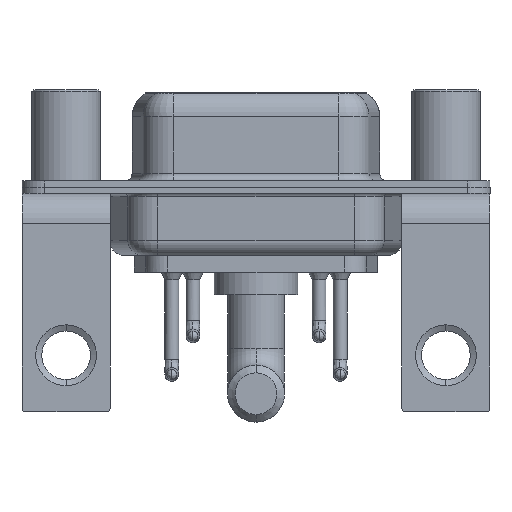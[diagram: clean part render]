
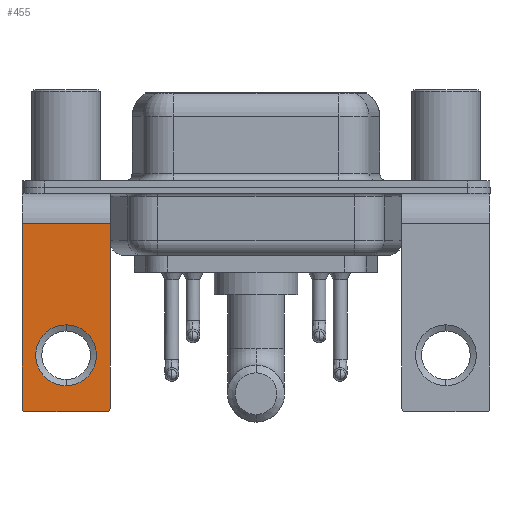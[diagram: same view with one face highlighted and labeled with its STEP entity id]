
A CAD part, front view. The second image highlights one B-rep face of the part: STEP entity #455.
In plain terms, the highlighted planar face has unit normal (0, -1, 0).
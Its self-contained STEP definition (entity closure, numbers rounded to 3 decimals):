
#73 = EDGE_CURVE ( 'NONE', #2059, #5932, #8540, .T. ) ;
#118 = CARTESIAN_POINT ( 'NONE',  ( 0., -6.25, -13.07 ) ) ;
#346 = AXIS2_PLACEMENT_3D ( 'NONE', #14314, #1247, #7039 ) ;
#359 = CIRCLE ( 'NONE', #960, 0.25 ) ;
#455 = ADVANCED_FACE ( 'NONE', ( #10568, #9433 ), #15255, .F. ) ;
#737 = ORIENTED_EDGE ( 'NONE', *, *, #6442, .T. ) ;
#960 = AXIS2_PLACEMENT_3D ( 'NONE', #8955, #7233, #11822 ) ;
#1053 = CARTESIAN_POINT ( 'NONE',  ( 2.9, -6.25, -2.4 ) ) ;
#1238 = CARTESIAN_POINT ( 'NONE',  ( 2.65, -6.25, -14.8 ) ) ;
#1247 = DIRECTION ( 'NONE',  ( 0., -1., 0. ) ) ;
#1538 = EDGE_CURVE ( 'NONE', #5277, #3439, #359, .T. ) ;
#1582 = ORIENTED_EDGE ( 'NONE', *, *, #12583, .T. ) ;
#1781 = ORIENTED_EDGE ( 'NONE', *, *, #9014, .F. ) ;
#2009 = CARTESIAN_POINT ( 'NONE',  ( 2.9, -6.25, -2.4 ) ) ;
#2059 = VERTEX_POINT ( 'NONE', #1238 ) ;
#2775 = CARTESIAN_POINT ( 'NONE',  ( 0., -6.25, -9.07 ) ) ;
#3195 = DIRECTION ( 'NONE',  ( 0., 1., 0. ) ) ;
#3252 = VECTOR ( 'NONE', #8190, 1000. ) ;
#3439 = VERTEX_POINT ( 'NONE', #10087 ) ;
#3475 = CARTESIAN_POINT ( 'NONE',  ( 0., -6.25, -11.07 ) ) ;
#3788 = DIRECTION ( 'NONE',  ( -1., 0., 0. ) ) ;
#4082 = CARTESIAN_POINT ( 'NONE',  ( -2.9, -6.25, -2.4 ) ) ;
#5212 = VERTEX_POINT ( 'NONE', #4082 ) ;
#5277 = VERTEX_POINT ( 'NONE', #7041 ) ;
#5932 = VERTEX_POINT ( 'NONE', #7950 ) ;
#6059 = VERTEX_POINT ( 'NONE', #16909 ) ;
#6376 = DIRECTION ( 'NONE',  ( 0., 0., 1. ) ) ;
#6442 = EDGE_CURVE ( 'NONE', #5212, #5277, #14317, .T. ) ;
#7002 = EDGE_CURVE ( 'NONE', #6059, #5932, #15443, .T. ) ;
#7039 = DIRECTION ( 'NONE',  ( 0., 0., 1. ) ) ;
#7041 = CARTESIAN_POINT ( 'NONE',  ( -2.9, -6.25, -14.55 ) ) ;
#7233 = DIRECTION ( 'NONE',  ( 0., -1., 0. ) ) ;
#7773 = EDGE_CURVE ( 'NONE', #15131, #8303, #15463, .T. ) ;
#7806 = DIRECTION ( 'NONE',  ( 0., 1., 0. ) ) ;
#7950 = CARTESIAN_POINT ( 'NONE',  ( 2.9, -6.25, -14.55 ) ) ;
#8076 = CARTESIAN_POINT ( 'NONE',  ( 2.9, -6.25, -14.8 ) ) ;
#8190 = DIRECTION ( 'NONE',  ( 0., 0., -1. ) ) ;
#8303 = VERTEX_POINT ( 'NONE', #2775 ) ;
#8389 = ORIENTED_EDGE ( 'NONE', *, *, #7002, .F. ) ;
#8540 = CIRCLE ( 'NONE', #346, 0.25 ) ;
#8885 = EDGE_LOOP ( 'NONE', ( #737, #16371, #1781, #15497, #8389, #13483 ) ) ;
#8955 = CARTESIAN_POINT ( 'NONE',  ( -2.65, -6.25, -14.55 ) ) ;
#9014 = EDGE_CURVE ( 'NONE', #2059, #3439, #12467, .T. ) ;
#9296 = DIRECTION ( 'NONE',  ( 0., 0., 1. ) ) ;
#9433 = FACE_OUTER_BOUND ( 'NONE', #8885, .T. ) ;
#9721 = DIRECTION ( 'NONE',  ( 0., 0., -1. ) ) ;
#9740 = EDGE_LOOP ( 'NONE', ( #18693, #1582 ) ) ;
#10087 = CARTESIAN_POINT ( 'NONE',  ( -2.65, -6.25, -14.8 ) ) ;
#10516 = EDGE_CURVE ( 'NONE', #6059, #5212, #18569, .T. ) ;
#10568 = FACE_BOUND ( 'NONE', #9740, .T. ) ;
#10822 = CARTESIAN_POINT ( 'NONE',  ( 0., -6.25, -11.07 ) ) ;
#11015 = DIRECTION ( 'NONE',  ( 0., 0., 1. ) ) ;
#11424 = CARTESIAN_POINT ( 'NONE',  ( -2.9, -6.25, -2.4 ) ) ;
#11822 = DIRECTION ( 'NONE',  ( 0., 0., 1. ) ) ;
#12467 = LINE ( 'NONE', #8076, #16186 ) ;
#12583 = EDGE_CURVE ( 'NONE', #8303, #15131, #15691, .T. ) ;
#13107 = AXIS2_PLACEMENT_3D ( 'NONE', #2009, #7806, #6376 ) ;
#13317 = VECTOR ( 'NONE', #9721, 1000. ) ;
#13483 = ORIENTED_EDGE ( 'NONE', *, *, #10516, .T. ) ;
#14182 = CARTESIAN_POINT ( 'NONE',  ( 2.9, -6.25, -2.4 ) ) ;
#14314 = CARTESIAN_POINT ( 'NONE',  ( 2.65, -6.25, -14.55 ) ) ;
#14317 = LINE ( 'NONE', #11424, #13317 ) ;
#14478 = AXIS2_PLACEMENT_3D ( 'NONE', #10822, #16672, #11015 ) ;
#15131 = VERTEX_POINT ( 'NONE', #118 ) ;
#15255 = PLANE ( 'NONE',  #13107 ) ;
#15443 = LINE ( 'NONE', #1053, #3252 ) ;
#15463 = CIRCLE ( 'NONE', #16395, 2. ) ;
#15497 = ORIENTED_EDGE ( 'NONE', *, *, #73, .T. ) ;
#15612 = DIRECTION ( 'NONE',  ( -1., 0., 0. ) ) ;
#15691 = CIRCLE ( 'NONE', #14478, 2. ) ;
#16186 = VECTOR ( 'NONE', #15612, 1000. ) ;
#16371 = ORIENTED_EDGE ( 'NONE', *, *, #1538, .T. ) ;
#16395 = AXIS2_PLACEMENT_3D ( 'NONE', #3475, #3195, #9296 ) ;
#16672 = DIRECTION ( 'NONE',  ( 0., 1., 0. ) ) ;
#16909 = CARTESIAN_POINT ( 'NONE',  ( 2.9, -6.25, -2.4 ) ) ;
#17474 = VECTOR ( 'NONE', #3788, 1000. ) ;
#18569 = LINE ( 'NONE', #14182, #17474 ) ;
#18693 = ORIENTED_EDGE ( 'NONE', *, *, #7773, .T. ) ;
